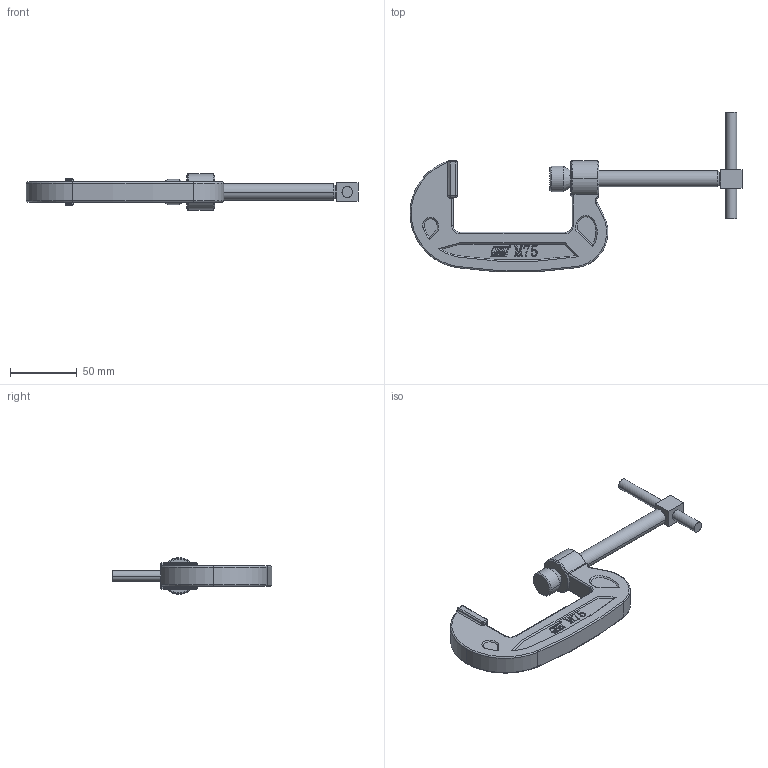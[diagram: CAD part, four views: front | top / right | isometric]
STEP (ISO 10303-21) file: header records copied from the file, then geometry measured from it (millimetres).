
FILE_DESCRIPTION (( 'STEP AP203' ), '1' );
FILE_NAME ('M75.STEP', '2023-12-06T02:42:29', ( '微软用户' ), ( '微软中国' ), 'SwSTEP 2.0', 'SolidWorks 2012', '' );
FILE_SCHEMA (( 'CONFIG_CONTROL_DESIGN' ));
Length unit declared in the file: millimetre
Products named in the file (3): M75; 挴裝; 菁釱
Assembly tree (2 placements, depth 2):
  M75
    菁釱
    挴裝
Bounding box: 248.96 x 119.61 x 27.4 mm (x, y, z)
Volume: 117255.8 mm3; surface area: 30115.3 mm2
Topology: 2 solids, 2 shells, 436 faces, 1139 edges, 728 vertices
Faces by surface type: plane 193, bspline 98, cylinder 85, cone 29, torus 23, sphere 8
Entity records: 17107 total; most frequent: CARTESIAN_POINT 6676, ORIENTED_EDGE 2258, DIRECTION 1838, EDGE_CURVE 1129, VERTEX_POINT 728, VECTOR 666, LINE 666, AXIS2_PLACEMENT_3D 586
